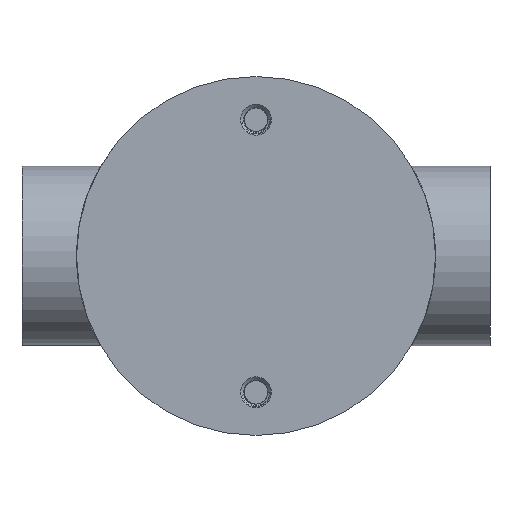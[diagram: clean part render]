
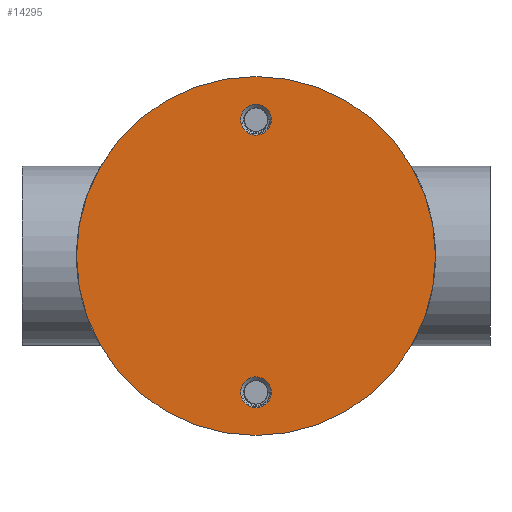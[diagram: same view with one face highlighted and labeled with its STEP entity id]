
A CAD part, front view. The second image highlights one B-rep face of the part: STEP entity #14295.
In plain terms, the highlighted planar face has unit normal (0, -1, 0).
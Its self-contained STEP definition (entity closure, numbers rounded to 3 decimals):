
#152 = CIRCLE ( 'NONE', #2145, 3.4 ) ;
#192 = AXIS2_PLACEMENT_3D ( 'NONE', #8766, #5248, #2925 ) ;
#926 = CARTESIAN_POINT ( 'NONE',  ( 0., -23.116, -26.6 ) ) ;
#1087 = CARTESIAN_POINT ( 'NONE',  ( 0., -23.116, -30. ) ) ;
#1342 = CARTESIAN_POINT ( 'NONE',  ( 0., -23.116, 30. ) ) ;
#1478 = EDGE_CURVE ( 'NONE', #5812, #5812, #11821, .T. ) ;
#1761 = FACE_BOUND ( 'NONE', #6993, .T. ) ;
#2145 = AXIS2_PLACEMENT_3D ( 'NONE', #1342, #9292, #14025 ) ;
#2925 = DIRECTION ( 'NONE',  ( 0., 0., 1. ) ) ;
#3485 = EDGE_CURVE ( 'NONE', #7937, #7937, #152, .T. ) ;
#4379 = AXIS2_PLACEMENT_3D ( 'NONE', #1087, #9568, #5982 ) ;
#4807 = EDGE_LOOP ( 'NONE', ( #6675 ) ) ;
#5169 = DIRECTION ( 'NONE',  ( 0., 0., 1. ) ) ;
#5248 = DIRECTION ( 'NONE',  ( 0., 1., 0. ) ) ;
#5812 = VERTEX_POINT ( 'NONE', #926 ) ;
#5982 = DIRECTION ( 'NONE',  ( 0., 0., 1. ) ) ;
#6675 = ORIENTED_EDGE ( 'NONE', *, *, #1478, .T. ) ;
#6904 = EDGE_LOOP ( 'NONE', ( #12822 ) ) ;
#6993 = EDGE_LOOP ( 'NONE', ( #7439 ) ) ;
#7439 = ORIENTED_EDGE ( 'NONE', *, *, #3485, .T. ) ;
#7937 = VERTEX_POINT ( 'NONE', #11658 ) ;
#8766 = CARTESIAN_POINT ( 'NONE',  ( 0., -23.116, 0. ) ) ;
#8995 = PLANE ( 'NONE',  #13119 ) ;
#9195 = EDGE_CURVE ( 'NONE', #10494, #10494, #12860, .T. ) ;
#9292 = DIRECTION ( 'NONE',  ( 0., 1., 0. ) ) ;
#9568 = DIRECTION ( 'NONE',  ( 0., 1., 0. ) ) ;
#9856 = FACE_BOUND ( 'NONE', #4807, .T. ) ;
#10424 = CARTESIAN_POINT ( 'NONE',  ( 0., -23.116, 39.5 ) ) ;
#10494 = VERTEX_POINT ( 'NONE', #10424 ) ;
#11159 = FACE_OUTER_BOUND ( 'NONE', #6904, .T. ) ;
#11658 = CARTESIAN_POINT ( 'NONE',  ( 0., -23.116, 33.4 ) ) ;
#11821 = CIRCLE ( 'NONE', #4379, 3.4 ) ;
#12488 = DIRECTION ( 'NONE',  ( 0., 1., 0. ) ) ;
#12822 = ORIENTED_EDGE ( 'NONE', *, *, #9195, .F. ) ;
#12860 = CIRCLE ( 'NONE', #192, 39.5 ) ;
#13119 = AXIS2_PLACEMENT_3D ( 'NONE', #13571, #12488, #5169 ) ;
#13571 = CARTESIAN_POINT ( 'NONE',  ( 0., -23.116, 0. ) ) ;
#14025 = DIRECTION ( 'NONE',  ( 0., 0., 1. ) ) ;
#14295 = ADVANCED_FACE ( 'NONE', ( #9856, #1761, #11159 ), #8995, .F. ) ;
